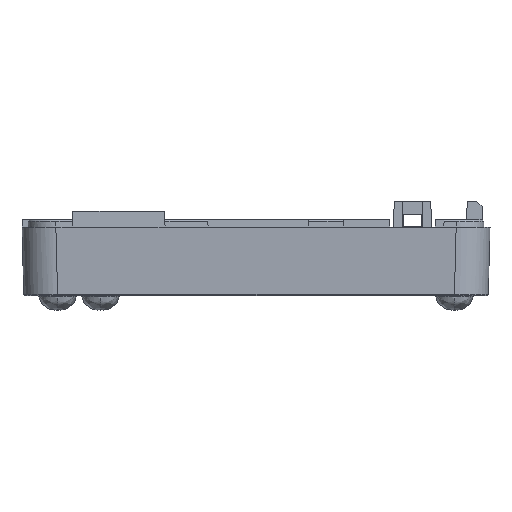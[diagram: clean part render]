
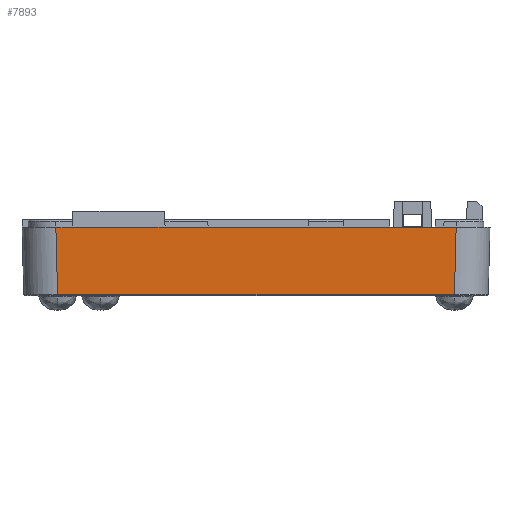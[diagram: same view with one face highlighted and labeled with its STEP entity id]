
A CAD part, left-side view. The second image highlights one B-rep face of the part: STEP entity #7893.
In plain terms, the highlighted planar face has unit normal (-1, 0, -0.026).
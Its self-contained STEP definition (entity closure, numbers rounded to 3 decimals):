
#355 = PLANE ( 'NONE',  #2577 ) ;
#519 = ORIENTED_EDGE ( 'NONE', *, *, #12763, .F. ) ;
#830 = DIRECTION ( 'NONE',  ( 0., -1., 0. ) ) ;
#1651 = DIRECTION ( 'NONE',  ( -0.026, -0.026, 0.999 ) ) ;
#1966 = VECTOR ( 'NONE', #5891, 1000. ) ;
#2059 = CARTESIAN_POINT ( 'NONE',  ( -46.8, 26.102, 2.6 ) ) ;
#2118 = CARTESIAN_POINT ( 'NONE',  ( -46.8, -27.102, 2.6 ) ) ;
#2577 = AXIS2_PLACEMENT_3D ( 'NONE', #12742, #15952, #4991 ) ;
#2649 = DIRECTION ( 'NONE',  ( 0., -1., 0. ) ) ;
#2657 = VERTEX_POINT ( 'NONE', #8349 ) ;
#3119 = VECTOR ( 'NONE', #9436, 1000. ) ;
#3762 = ORIENTED_EDGE ( 'NONE', *, *, #17958, .F. ) ;
#4510 = ORIENTED_EDGE ( 'NONE', *, *, #5795, .T. ) ;
#4991 = DIRECTION ( 'NONE',  ( -0.026, 0., 1. ) ) ;
#5667 = CARTESIAN_POINT ( 'NONE',  ( -46.567, 25.868, -6.305 ) ) ;
#5724 = VECTOR ( 'NONE', #830, 1000. ) ;
#5795 = EDGE_CURVE ( 'NONE', #14280, #13308, #17185, .T. ) ;
#5891 = DIRECTION ( 'NONE',  ( 0.026, -0.026, -0.999 ) ) ;
#6275 = CARTESIAN_POINT ( 'NONE',  ( -46.8, 23.912, 2.6 ) ) ;
#6896 = VERTEX_POINT ( 'NONE', #9913 ) ;
#7525 = EDGE_CURVE ( 'NONE', #2657, #13308, #14933, .T. ) ;
#7893 = ADVANCED_FACE ( 'NONE', ( #10112 ), #355, .T. ) ;
#8139 = CARTESIAN_POINT ( 'NONE',  ( -46.8, 30.6, 2.6 ) ) ;
#8349 = CARTESIAN_POINT ( 'NONE',  ( -46.8, 11.588, 2.6 ) ) ;
#8754 = ORIENTED_EDGE ( 'NONE', *, *, #18930, .T. ) ;
#8922 = CARTESIAN_POINT ( 'NONE',  ( -46.8, 30.6, 2.6 ) ) ;
#9338 = CARTESIAN_POINT ( 'NONE',  ( -46.76, -27.062, 1.091 ) ) ;
#9355 = LINE ( 'NONE', #11583, #5724 ) ;
#9436 = DIRECTION ( 'NONE',  ( 0., -1., 0. ) ) ;
#9913 = CARTESIAN_POINT ( 'NONE',  ( -46.8, 23.912, 2.6 ) ) ;
#9917 = LINE ( 'NONE', #8139, #16667 ) ;
#10112 = FACE_OUTER_BOUND ( 'NONE', #10531, .T. ) ;
#10531 = EDGE_LOOP ( 'NONE', ( #519, #18424, #8754, #4510, #13322, #3762 ) ) ;
#11583 = CARTESIAN_POINT ( 'NONE',  ( -46.567, -26.863, -6.305 ) ) ;
#11958 = VERTEX_POINT ( 'NONE', #2059 ) ;
#12137 = EDGE_CURVE ( 'NONE', #11958, #17699, #12625, .T. ) ;
#12625 = LINE ( 'NONE', #13202, #1966 ) ;
#12742 = CARTESIAN_POINT ( 'NONE',  ( -46.8, 30.6, 2.6 ) ) ;
#12763 = EDGE_CURVE ( 'NONE', #11958, #6896, #9917, .T. ) ;
#13202 = CARTESIAN_POINT ( 'NONE',  ( -46.803, 26.105, 2.718 ) ) ;
#13308 = VERTEX_POINT ( 'NONE', #2118 ) ;
#13322 = ORIENTED_EDGE ( 'NONE', *, *, #7525, .F. ) ;
#14280 = VERTEX_POINT ( 'NONE', #18160 ) ;
#14468 = VECTOR ( 'NONE', #2649, 1000. ) ;
#14515 = DIRECTION ( 'NONE',  ( 0., -1., 0. ) ) ;
#14933 = LINE ( 'NONE', #8922, #14468 ) ;
#15952 = DIRECTION ( 'NONE',  ( -1., 0., -0.026 ) ) ;
#16667 = VECTOR ( 'NONE', #14515, 1000. ) ;
#17185 = LINE ( 'NONE', #9338, #17913 ) ;
#17699 = VERTEX_POINT ( 'NONE', #5667 ) ;
#17913 = VECTOR ( 'NONE', #1651, 1000. ) ;
#17958 = EDGE_CURVE ( 'NONE', #6896, #2657, #18351, .T. ) ;
#18160 = CARTESIAN_POINT ( 'NONE',  ( -46.567, -26.868, -6.305 ) ) ;
#18351 = LINE ( 'NONE', #6275, #3119 ) ;
#18424 = ORIENTED_EDGE ( 'NONE', *, *, #12137, .T. ) ;
#18930 = EDGE_CURVE ( 'NONE', #17699, #14280, #9355, .T. ) ;
